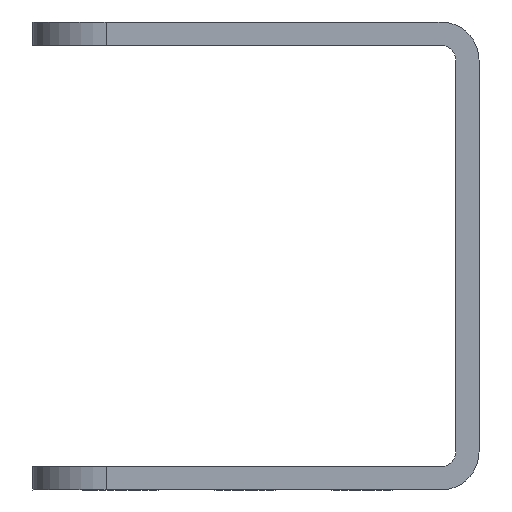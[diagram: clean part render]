
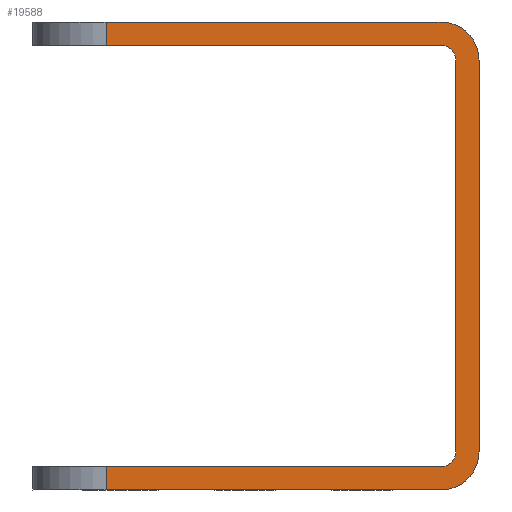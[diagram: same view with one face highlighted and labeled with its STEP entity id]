
A CAD part, left-side view. The second image highlights one B-rep face of the part: STEP entity #19588.
In plain terms, the highlighted planar face has unit normal (-1, 0, 0).
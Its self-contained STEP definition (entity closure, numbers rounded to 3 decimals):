
#103 = DIRECTION ( 'NONE',  ( -1., 0., 0. ) ) ;
#361 = LINE ( 'NONE', #10200, #608 ) ;
#535 = VECTOR ( 'NONE', #9220, 1000. ) ;
#584 = DIRECTION ( 'NONE',  ( 0., 0., 1. ) ) ;
#608 = VECTOR ( 'NONE', #10673, 1000. ) ;
#1341 = EDGE_CURVE ( 'NONE', #31623, #2779, #23765, .T. ) ;
#1406 = DIRECTION ( 'NONE',  ( 1., 0., 0. ) ) ;
#1706 = DIRECTION ( 'NONE',  ( 1., 0., 0. ) ) ;
#1753 = VERTEX_POINT ( 'NONE', #6197 ) ;
#1861 = ORIENTED_EDGE ( 'NONE', *, *, #16296, .F. ) ;
#2281 = ORIENTED_EDGE ( 'NONE', *, *, #8306, .F. ) ;
#2779 = VERTEX_POINT ( 'NONE', #26183 ) ;
#2827 = EDGE_CURVE ( 'NONE', #17290, #1753, #9098, .T. ) ;
#3161 = AXIS2_PLACEMENT_3D ( 'NONE', #22482, #12163, #22324 ) ;
#4189 = VERTEX_POINT ( 'NONE', #11671 ) ;
#4662 = EDGE_CURVE ( 'NONE', #28873, #31623, #11951, .T. ) ;
#4977 = CIRCLE ( 'NONE', #22998, 2.6 ) ;
#5480 = CIRCLE ( 'NONE', #21945, 1. ) ;
#6197 = CARTESIAN_POINT ( 'NONE',  ( 0., 23.9, -1.6 ) ) ;
#6832 = VERTEX_POINT ( 'NONE', #12422 ) ;
#7241 = VECTOR ( 'NONE', #13283, 1000. ) ;
#7467 = EDGE_CURVE ( 'NONE', #17290, #4189, #5480, .T. ) ;
#8306 = EDGE_CURVE ( 'NONE', #1753, #28873, #14540, .T. ) ;
#8718 = CARTESIAN_POINT ( 'NONE',  ( 0., 23.9, -32. ) ) ;
#8788 = EDGE_CURVE ( 'NONE', #19676, #19372, #29114, .T. ) ;
#8817 = DIRECTION ( 'NONE',  ( 0., 0., -1. ) ) ;
#8970 = ORIENTED_EDGE ( 'NONE', *, *, #14130, .T. ) ;
#9077 = CARTESIAN_POINT ( 'NONE',  ( 0., 0., -32. ) ) ;
#9098 = LINE ( 'NONE', #21664, #21311 ) ;
#9220 = DIRECTION ( 'NONE',  ( 0., -1., 0. ) ) ;
#9267 = VECTOR ( 'NONE', #22436, 1000. ) ;
#10200 = CARTESIAN_POINT ( 'NONE',  ( 0., 0., -30.4 ) ) ;
#10673 = DIRECTION ( 'NONE',  ( 0., -1., 0. ) ) ;
#11671 = CARTESIAN_POINT ( 'NONE',  ( 0., 0., -2.6 ) ) ;
#11802 = LINE ( 'NONE', #14224, #9267 ) ;
#11951 = LINE ( 'NONE', #28555, #535 ) ;
#12163 = DIRECTION ( 'NONE',  ( 1., 0., 0. ) ) ;
#12281 = ORIENTED_EDGE ( 'NONE', *, *, #1341, .F. ) ;
#12422 = CARTESIAN_POINT ( 'NONE',  ( 0., 23.9, -30.4 ) ) ;
#12948 = AXIS2_PLACEMENT_3D ( 'NONE', #13803, #1706, #8817 ) ;
#13283 = DIRECTION ( 'NONE',  ( 0., 0., 1. ) ) ;
#13365 = CARTESIAN_POINT ( 'NONE',  ( 0., 1., -32. ) ) ;
#13803 = CARTESIAN_POINT ( 'NONE',  ( 0., 1., -2.6 ) ) ;
#14130 = EDGE_CURVE ( 'NONE', #20198, #2779, #25857, .T. ) ;
#14224 = CARTESIAN_POINT ( 'NONE',  ( 0., 0., 0. ) ) ;
#14388 = DIRECTION ( 'NONE',  ( 0., 1., 0. ) ) ;
#14540 = LINE ( 'NONE', #20164, #19343 ) ;
#14856 = DIRECTION ( 'NONE',  ( 1., 0., 0. ) ) ;
#15228 = ORIENTED_EDGE ( 'NONE', *, *, #7467, .T. ) ;
#16096 = DIRECTION ( 'NONE',  ( 0., 0., 1. ) ) ;
#16246 = CARTESIAN_POINT ( 'NONE',  ( 0., 23.9, -32. ) ) ;
#16296 = EDGE_CURVE ( 'NONE', #6832, #19676, #361, .T. ) ;
#17290 = VERTEX_POINT ( 'NONE', #19435 ) ;
#17413 = ORIENTED_EDGE ( 'NONE', *, *, #2827, .F. ) ;
#18198 = EDGE_CURVE ( 'NONE', #23648, #27452, #21640, .T. ) ;
#18253 = EDGE_CURVE ( 'NONE', #4189, #19372, #11802, .T. ) ;
#18295 = AXIS2_PLACEMENT_3D ( 'NONE', #20407, #103, #584 ) ;
#18651 = ORIENTED_EDGE ( 'NONE', *, *, #18253, .T. ) ;
#18921 = DIRECTION ( 'NONE',  ( 0., 1., 0. ) ) ;
#19343 = VECTOR ( 'NONE', #21943, 1000. ) ;
#19372 = VERTEX_POINT ( 'NONE', #28153 ) ;
#19435 = CARTESIAN_POINT ( 'NONE',  ( 0., 1., -1.6 ) ) ;
#19488 = ORIENTED_EDGE ( 'NONE', *, *, #18198, .F. ) ;
#19588 = ADVANCED_FACE ( 'NONE', ( #27160 ), #22008, .F. ) ;
#19662 = CARTESIAN_POINT ( 'NONE',  ( 0., 23.9, 0. ) ) ;
#19676 = VERTEX_POINT ( 'NONE', #29732 ) ;
#19843 = DIRECTION ( 'NONE',  ( 0., 0., 1. ) ) ;
#20164 = CARTESIAN_POINT ( 'NONE',  ( 0., 23.9, 0. ) ) ;
#20198 = VERTEX_POINT ( 'NONE', #25460 ) ;
#20407 = CARTESIAN_POINT ( 'NONE',  ( 0., 1., -29.4 ) ) ;
#21311 = VECTOR ( 'NONE', #18921, 1000. ) ;
#21640 = LINE ( 'NONE', #9077, #25217 ) ;
#21664 = CARTESIAN_POINT ( 'NONE',  ( 0., 0., -1.6 ) ) ;
#21943 = DIRECTION ( 'NONE',  ( 0., 0., 1. ) ) ;
#21945 = AXIS2_PLACEMENT_3D ( 'NONE', #31067, #1406, #23650 ) ;
#22008 = PLANE ( 'NONE',  #3161 ) ;
#22095 = VECTOR ( 'NONE', #16096, 1000. ) ;
#22261 = ORIENTED_EDGE ( 'NONE', *, *, #4662, .F. ) ;
#22324 = DIRECTION ( 'NONE',  ( 0., 0., -1. ) ) ;
#22363 = ORIENTED_EDGE ( 'NONE', *, *, #29154, .F. ) ;
#22436 = DIRECTION ( 'NONE',  ( 0., 0., -1. ) ) ;
#22482 = CARTESIAN_POINT ( 'NONE',  ( 0., 0., 0. ) ) ;
#22876 = LINE ( 'NONE', #16246, #22095 ) ;
#22998 = AXIS2_PLACEMENT_3D ( 'NONE', #30320, #14856, #19843 ) ;
#23648 = VERTEX_POINT ( 'NONE', #13365 ) ;
#23650 = DIRECTION ( 'NONE',  ( 0., 0., -1. ) ) ;
#23765 = CIRCLE ( 'NONE', #12948, 2.6 ) ;
#25217 = VECTOR ( 'NONE', #14388, 1000. ) ;
#25460 = CARTESIAN_POINT ( 'NONE',  ( 0., -1.6, -29.4 ) ) ;
#25857 = LINE ( 'NONE', #28432, #7241 ) ;
#26183 = CARTESIAN_POINT ( 'NONE',  ( 0., -1.6, -2.6 ) ) ;
#26250 = ORIENTED_EDGE ( 'NONE', *, *, #8788, .F. ) ;
#27160 = FACE_OUTER_BOUND ( 'NONE', #31502, .T. ) ;
#27273 = EDGE_CURVE ( 'NONE', #20198, #23648, #4977, .T. ) ;
#27452 = VERTEX_POINT ( 'NONE', #8718 ) ;
#28153 = CARTESIAN_POINT ( 'NONE',  ( 0., 0., -29.4 ) ) ;
#28432 = CARTESIAN_POINT ( 'NONE',  ( 0., -1.6, 0. ) ) ;
#28555 = CARTESIAN_POINT ( 'NONE',  ( 0., 0., 0. ) ) ;
#28873 = VERTEX_POINT ( 'NONE', #19662 ) ;
#29114 = CIRCLE ( 'NONE', #18295, 1. ) ;
#29154 = EDGE_CURVE ( 'NONE', #27452, #6832, #22876, .T. ) ;
#29732 = CARTESIAN_POINT ( 'NONE',  ( 0., 1., -30.4 ) ) ;
#29873 = ORIENTED_EDGE ( 'NONE', *, *, #27273, .F. ) ;
#30320 = CARTESIAN_POINT ( 'NONE',  ( 0., 1., -29.4 ) ) ;
#30929 = CARTESIAN_POINT ( 'NONE',  ( 0., 1., 0. ) ) ;
#31067 = CARTESIAN_POINT ( 'NONE',  ( 0., 1., -2.6 ) ) ;
#31502 = EDGE_LOOP ( 'NONE', ( #2281, #17413, #15228, #18651, #26250, #1861, #22363, #19488, #29873, #8970, #12281, #22261 ) ) ;
#31623 = VERTEX_POINT ( 'NONE', #30929 ) ;
